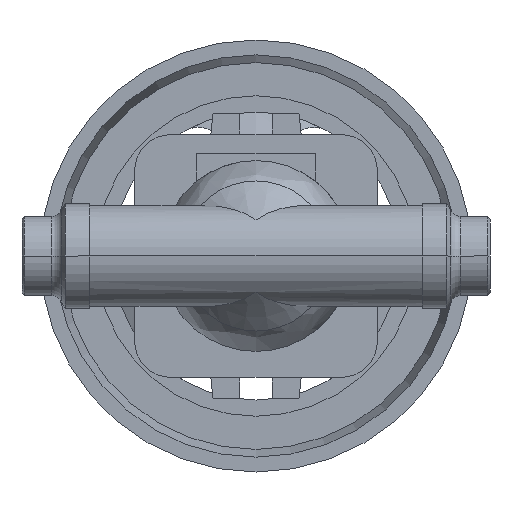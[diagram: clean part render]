
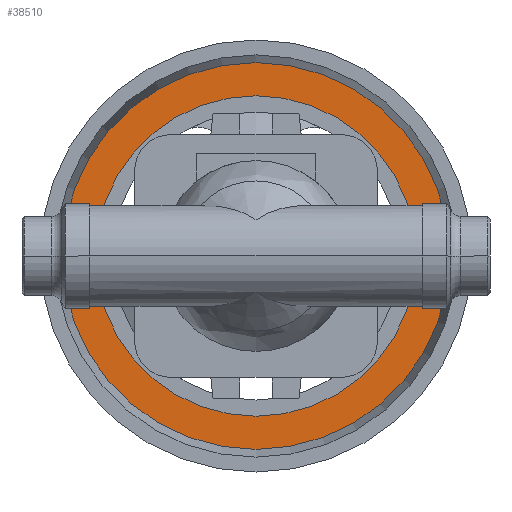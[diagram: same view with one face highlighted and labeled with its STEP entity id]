
A CAD part, front view. The second image highlights one B-rep face of the part: STEP entity #38510.
In plain terms, the highlighted planar face has unit normal (0, -1, 0).
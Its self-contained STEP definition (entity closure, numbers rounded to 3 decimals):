
#38030=CARTESIAN_POINT('',(11.285,199.83,0.));
#38040=VERTEX_POINT('',#38030);
#38120=CARTESIAN_POINT('',(118.715,199.83,0.
));
#38130=VERTEX_POINT('',#38120);
#38160=CARTESIAN_POINT('',(65.,199.83,0.));
#38170=DIRECTION('',(0.,1.,0.));
#38180=DIRECTION('',(-1.,0.,0.));
#38190=AXIS2_PLACEMENT_3D('',#38160,#38170,#38180);
#38200=CIRCLE('',#38190,53.715);
#38210=EDGE_CURVE('',#38040,#38130,#38200,.T.);
#38260=CARTESIAN_POINT('',(15.892,199.83,0.)
);
#38270=DIRECTION('',(0.,-1.,0.));
#38280=DIRECTION('',(1.,0.,0.));
#38290=AXIS2_PLACEMENT_3D('',#38260,#38270,#38280);
#38300=PLANE('',#38290);
#38310=EDGE_CURVE('',#38130,#38040,#38200,.T.);
#38320=ORIENTED_EDGE('',*,*,#38310,.F.);
#38330=ORIENTED_EDGE('',*,*,#38210,.F.);
#38340=EDGE_LOOP('',(#38330,#38320));
#38350=FACE_OUTER_BOUND('',#38340,.T.);
#38360=CARTESIAN_POINT('',(65.,199.83,0.));
#38370=DIRECTION('',(0.,1.,0.));
#38380=DIRECTION('',(-1.,0.,0.));
#38390=AXIS2_PLACEMENT_3D('',#38360,#38370,#38380);
#38400=CIRCLE('',#38390,44.5);
#38410=CARTESIAN_POINT('',(109.5,199.83,0.));
#38420=VERTEX_POINT('',#38410);
#38430=CARTESIAN_POINT('',(20.5,199.83,0.));
#38440=VERTEX_POINT('',#38430);
#38450=EDGE_CURVE('',#38420,#38440,#38400,.T.);
#38460=ORIENTED_EDGE('',*,*,#38450,.T.);
#38470=EDGE_CURVE('',#38440,#38420,#38400,.T.);
#38480=ORIENTED_EDGE('',*,*,#38470,.T.);
#38490=EDGE_LOOP('',(#38480,#38460));
#38500=FACE_BOUND('',#38490,.T.);
#38510=ADVANCED_FACE('',(#38350,#38500),#38300,.T.);
